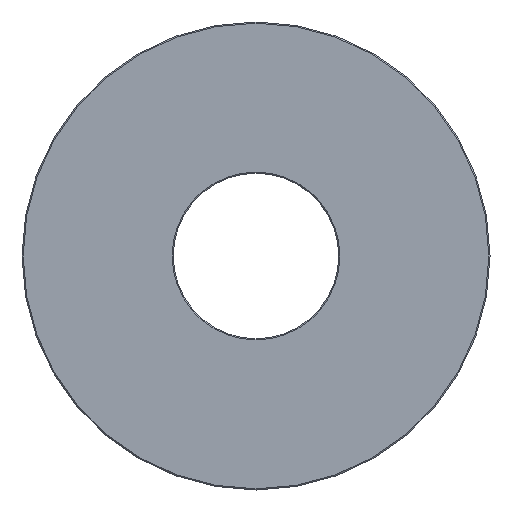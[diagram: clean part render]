
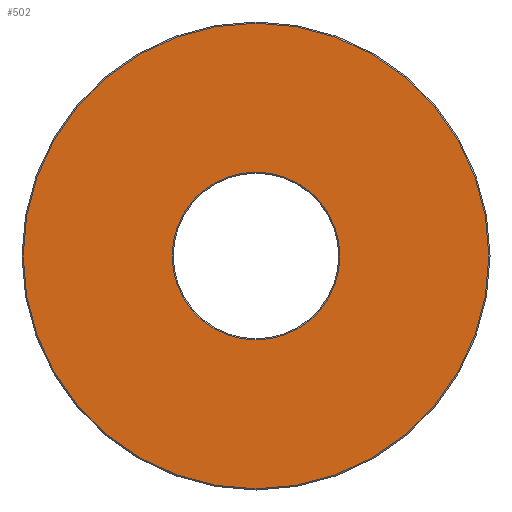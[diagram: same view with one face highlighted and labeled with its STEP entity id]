
A CAD part, left-side view. The second image highlights one B-rep face of the part: STEP entity #502.
In plain terms, the highlighted planar face has unit normal (-1, 0, 0).
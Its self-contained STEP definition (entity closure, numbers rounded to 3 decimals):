
#3 = CIRCLE ( 'NONE', #518, 39.8 ) ;
#19 = CARTESIAN_POINT ( 'NONE',  ( 0., 0., -39.8 ) ) ;
#31 = CARTESIAN_POINT ( 'NONE',  ( 0., 0., -14.342 ) ) ;
#41 = DIRECTION ( 'NONE',  ( 1., 0., 0. ) ) ;
#62 = ORIENTED_EDGE ( 'NONE', *, *, #211, .T. ) ;
#70 = AXIS2_PLACEMENT_3D ( 'NONE', #676, #664, #229 ) ;
#92 = DIRECTION ( 'NONE',  ( 0., 0., -1. ) ) ;
#102 = CARTESIAN_POINT ( 'NONE',  ( 0., 0., 14.342 ) ) ;
#104 = ORIENTED_EDGE ( 'NONE', *, *, #278, .T. ) ;
#123 = AXIS2_PLACEMENT_3D ( 'NONE', #695, #418, #582 ) ;
#186 = ORIENTED_EDGE ( 'NONE', *, *, #716, .T. ) ;
#211 = EDGE_CURVE ( 'NONE', #570, #530, #391, .T. ) ;
#212 = AXIS2_PLACEMENT_3D ( 'NONE', #416, #248, #527 ) ;
#229 = DIRECTION ( 'NONE',  ( 0., 0., -1. ) ) ;
#248 = DIRECTION ( 'NONE',  ( 1., 0., 0. ) ) ;
#276 = CARTESIAN_POINT ( 'NONE',  ( 0., 0., 0. ) ) ;
#278 = EDGE_CURVE ( 'NONE', #387, #303, #563, .T. ) ;
#294 = EDGE_LOOP ( 'NONE', ( #62, #186 ) ) ;
#303 = VERTEX_POINT ( 'NONE', #19 ) ;
#320 = DIRECTION ( 'NONE',  ( 0., 0., -1. ) ) ;
#325 = PLANE ( 'NONE',  #617 ) ;
#329 = FACE_OUTER_BOUND ( 'NONE', #472, .T. ) ;
#358 = ORIENTED_EDGE ( 'NONE', *, *, #510, .T. ) ;
#387 = VERTEX_POINT ( 'NONE', #414 ) ;
#391 = CIRCLE ( 'NONE', #70, 14.342 ) ;
#414 = CARTESIAN_POINT ( 'NONE',  ( 0., 0., 39.8 ) ) ;
#416 = CARTESIAN_POINT ( 'NONE',  ( 0., 0., 0. ) ) ;
#418 = DIRECTION ( 'NONE',  ( -1., 0., 0. ) ) ;
#419 = CIRCLE ( 'NONE', #212, 14.342 ) ;
#472 = EDGE_LOOP ( 'NONE', ( #358, #104 ) ) ;
#497 = FACE_BOUND ( 'NONE', #294, .T. ) ;
#502 = ADVANCED_FACE ( 'NONE', ( #329, #497 ), #325, .F. ) ;
#510 = EDGE_CURVE ( 'NONE', #303, #387, #3, .T. ) ;
#518 = AXIS2_PLACEMENT_3D ( 'NONE', #644, #595, #320 ) ;
#527 = DIRECTION ( 'NONE',  ( 0., 0., -1. ) ) ;
#530 = VERTEX_POINT ( 'NONE', #31 ) ;
#563 = CIRCLE ( 'NONE', #123, 39.8 ) ;
#570 = VERTEX_POINT ( 'NONE', #102 ) ;
#582 = DIRECTION ( 'NONE',  ( 0., 0., -1. ) ) ;
#595 = DIRECTION ( 'NONE',  ( -1., 0., 0. ) ) ;
#617 = AXIS2_PLACEMENT_3D ( 'NONE', #276, #41, #92 ) ;
#644 = CARTESIAN_POINT ( 'NONE',  ( 0., 0., 0. ) ) ;
#664 = DIRECTION ( 'NONE',  ( 1., 0., 0. ) ) ;
#676 = CARTESIAN_POINT ( 'NONE',  ( 0., 0., 0. ) ) ;
#695 = CARTESIAN_POINT ( 'NONE',  ( 0., 0., 0. ) ) ;
#716 = EDGE_CURVE ( 'NONE', #530, #570, #419, .T. ) ;
